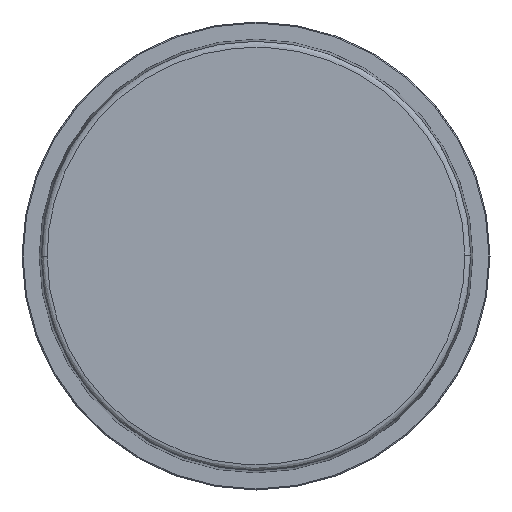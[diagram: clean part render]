
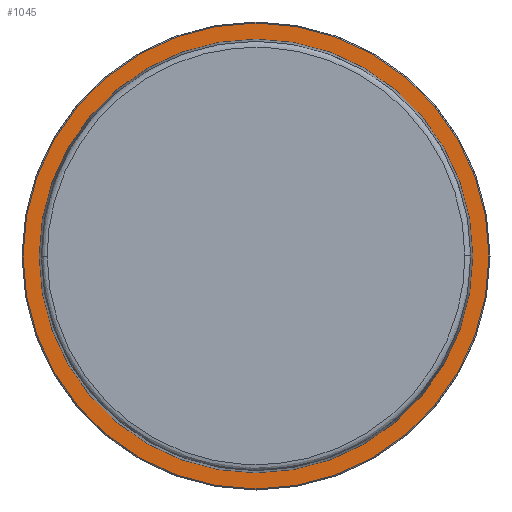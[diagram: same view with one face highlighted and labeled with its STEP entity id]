
A CAD part, front view. The second image highlights one B-rep face of the part: STEP entity #1045.
In plain terms, the highlighted planar face has unit normal (0, -1, 0).
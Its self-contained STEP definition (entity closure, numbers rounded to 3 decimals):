
#221 = ORIENTED_EDGE ( 'NONE', *, *, #2645, .T. ) ;
#438 = CARTESIAN_POINT ( 'NONE',  ( 0., 5., 0. ) ) ;
#487 = FACE_BOUND ( 'NONE', #1906, .T. ) ;
#1045 = ADVANCED_FACE ( 'NONE', ( #487, #10635 ), #1311, .T. ) ;
#1229 = ORIENTED_EDGE ( 'NONE', *, *, #12453, .T. ) ;
#1311 = PLANE ( 'NONE',  #2986 ) ;
#1451 = DIRECTION ( 'NONE',  ( 0., -1., 0. ) ) ;
#1906 = EDGE_LOOP ( 'NONE', ( #221, #1229 ) ) ;
#1940 = CARTESIAN_POINT ( 'NONE',  ( 0., 5., 40.075 ) ) ;
#2194 = VERTEX_POINT ( 'NONE', #8509 ) ;
#2405 = CARTESIAN_POINT ( 'NONE',  ( 0., 5., 0. ) ) ;
#2552 = DIRECTION ( 'NONE',  ( 0., 1., 0. ) ) ;
#2645 = EDGE_CURVE ( 'NONE', #12605, #6510, #5907, .T. ) ;
#2986 = AXIS2_PLACEMENT_3D ( 'NONE', #8842, #1451, #5678 ) ;
#3057 = CARTESIAN_POINT ( 'NONE',  ( 0., 5., 0. ) ) ;
#4528 = CIRCLE ( 'NONE', #5631, 37.3 ) ;
#4830 = AXIS2_PLACEMENT_3D ( 'NONE', #3057, #5343, #11668 ) ;
#5343 = DIRECTION ( 'NONE',  ( 0., -1., 0. ) ) ;
#5631 = AXIS2_PLACEMENT_3D ( 'NONE', #2405, #2552, #7746 ) ;
#5658 = EDGE_LOOP ( 'NONE', ( #9684, #12529 ) ) ;
#5667 = CARTESIAN_POINT ( 'NONE',  ( 37.3, 5., 0. ) ) ;
#5678 = DIRECTION ( 'NONE',  ( -1., 0., 0. ) ) ;
#5907 = CIRCLE ( 'NONE', #9779, 37.3 ) ;
#6206 = EDGE_CURVE ( 'NONE', #2194, #8403, #10687, .T. ) ;
#6510 = VERTEX_POINT ( 'NONE', #5667 ) ;
#6900 = DIRECTION ( 'NONE',  ( 0., 1., 0. ) ) ;
#7094 = EDGE_CURVE ( 'NONE', #8403, #2194, #9804, .T. ) ;
#7746 = DIRECTION ( 'NONE',  ( -1., 0., 0. ) ) ;
#8018 = CARTESIAN_POINT ( 'NONE',  ( -37.3, 5., 0. ) ) ;
#8403 = VERTEX_POINT ( 'NONE', #1940 ) ;
#8509 = CARTESIAN_POINT ( 'NONE',  ( 0., 5., -40.075 ) ) ;
#8515 = AXIS2_PLACEMENT_3D ( 'NONE', #438, #12995, #10721 ) ;
#8842 = CARTESIAN_POINT ( 'NONE',  ( 41.678, 5., 41.707 ) ) ;
#9684 = ORIENTED_EDGE ( 'NONE', *, *, #6206, .T. ) ;
#9779 = AXIS2_PLACEMENT_3D ( 'NONE', #12232, #6900, #11071 ) ;
#9804 = CIRCLE ( 'NONE', #8515, 40.075 ) ;
#10635 = FACE_OUTER_BOUND ( 'NONE', #5658, .T. ) ;
#10687 = CIRCLE ( 'NONE', #4830, 40.075 ) ;
#10721 = DIRECTION ( 'NONE',  ( 0., 0., -1. ) ) ;
#11071 = DIRECTION ( 'NONE',  ( -1., 0., 0. ) ) ;
#11668 = DIRECTION ( 'NONE',  ( 0., 0., -1. ) ) ;
#12232 = CARTESIAN_POINT ( 'NONE',  ( 0., 5., 0. ) ) ;
#12453 = EDGE_CURVE ( 'NONE', #6510, #12605, #4528, .T. ) ;
#12529 = ORIENTED_EDGE ( 'NONE', *, *, #7094, .T. ) ;
#12605 = VERTEX_POINT ( 'NONE', #8018 ) ;
#12995 = DIRECTION ( 'NONE',  ( 0., -1., 0. ) ) ;
